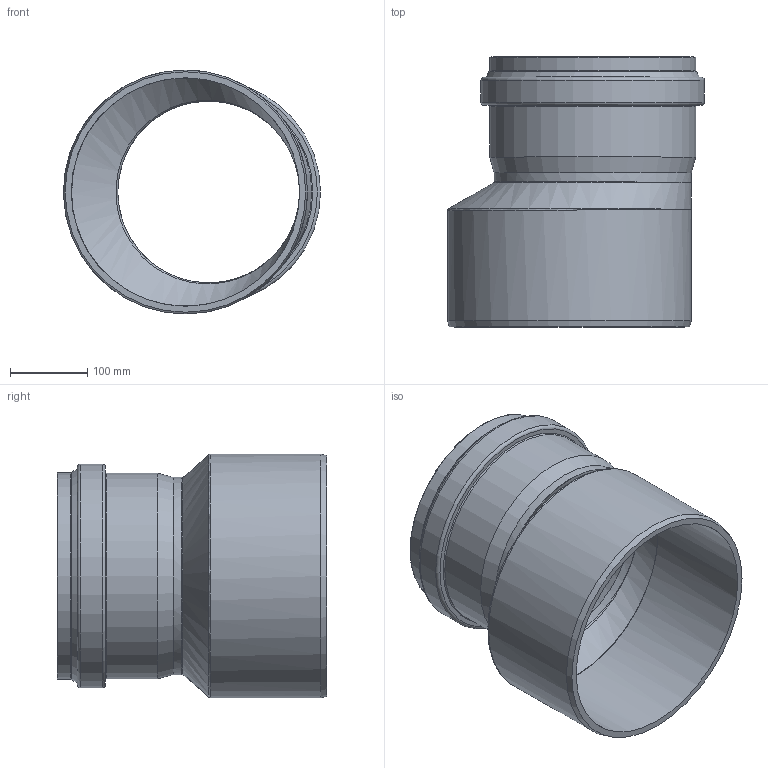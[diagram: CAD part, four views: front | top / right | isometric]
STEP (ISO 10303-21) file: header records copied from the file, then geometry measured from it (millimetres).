
FILE_DESCRIPTION(/* description */ (''),/* implementation_level */ '2;1');
FILE_NAME(/* name */ '775780 KG2000R Reduktion DN_OD 315_250.stp',/* time_stamp */ '2017-01-30T16:42:50+01:00',/* author */ ('user1'),/* organization */ (''),/* preprocessor_version */ 'ST-DEVELOPER v16.1',/* originating_system */ 'Autodesk Inventor 2016',/* authorisation */ '');
FILE_SCHEMA (('AUTOMOTIVE_DESIGN { 1 0 10303 214 3 1 1 }'));
Length unit declared in the file: millimetre
Products named in the file (1): 775780 KG2000R Reduktion DN_OD 315_250
Bounding box: 332.25 x 349 x 315.3 mm (x, y, z)
Volume: 3003835.4 mm3; surface area: 682777.9 mm2
Topology: 1 solids, 1 shells, 44 faces, 93 edges, 46 vertices
Faces by surface type: torus 14, cylinder 11, cone 8, bspline 6, plane 5
Full cylindrical faces by diameter (mm): 235.1 x1, 251.7 x1, 252.1 x2, 255.1 x1, 266.1 x1, 266.5 x1, 274.6 x1, 289 x1, 295.3 x1, 315.3 x1
Entity records: 2455 total; most frequent: CARTESIAN_POINT 1708, DIRECTION 150, ORIENTED_EDGE 100, EDGE_LOOP 82, AXIS2_PLACEMENT_3D 75, EDGE_CURVE 50, FACE_OUTER_BOUND 44, VERTEX_POINT 44
